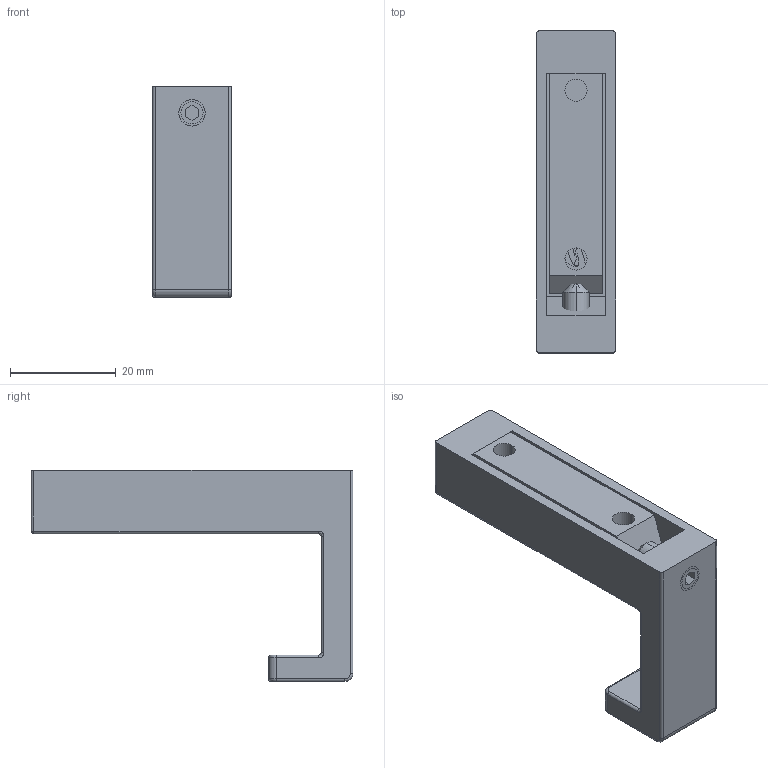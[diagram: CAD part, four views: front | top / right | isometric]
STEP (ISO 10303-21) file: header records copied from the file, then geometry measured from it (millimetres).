
FILE_DESCRIPTION(('Creo Elements/Direct Modeling STEP Export'),'2;1');
FILE_NAME('2326.stp','2022-05-04T 9:54:31',(''),(''),'Creo Elements/Direct Modeling STEP processor for AP214 (Solid Model)','Creo Elements/Direct Modeling 20.0 12-Nov-2016 (C) Parametric Technology GmbH','');
FILE_SCHEMA(('AUTOMOTIVE_DESIGN { 1 0 10303 214 1 1 1 1 }'));
Length unit declared in the file: millimetre
Products named in the file (4): ZN-9108_Ha; ZN-9108_Mo; D914M5X14S1; ZN-9108
Assembly tree (3 placements, depth 2):
  ZN-9108
    D914M5X14S1
    ZN-9108_Mo
    ZN-9108_Ha
Bounding box: 15 x 61 x 40 mm (x, y, z)
Volume: 11004 mm3; surface area: 8717.5 mm2
Topology: 3 solids, 3 shells, 347 faces, 970 edges, 636 vertices
Faces by surface type: plane 283, cylinder 33, extrusion 13, torus 10, cone 6, sphere 2
Entity records: 11158 total; most frequent: CARTESIAN_POINT 2205, ORIENTED_EDGE 1932, DIRECTION 1656, EDGE_CURVE 966, VECTOR 860, LINE 847, VERTEX_POINT 636, AXIS2_PLACEMENT_3D 398
